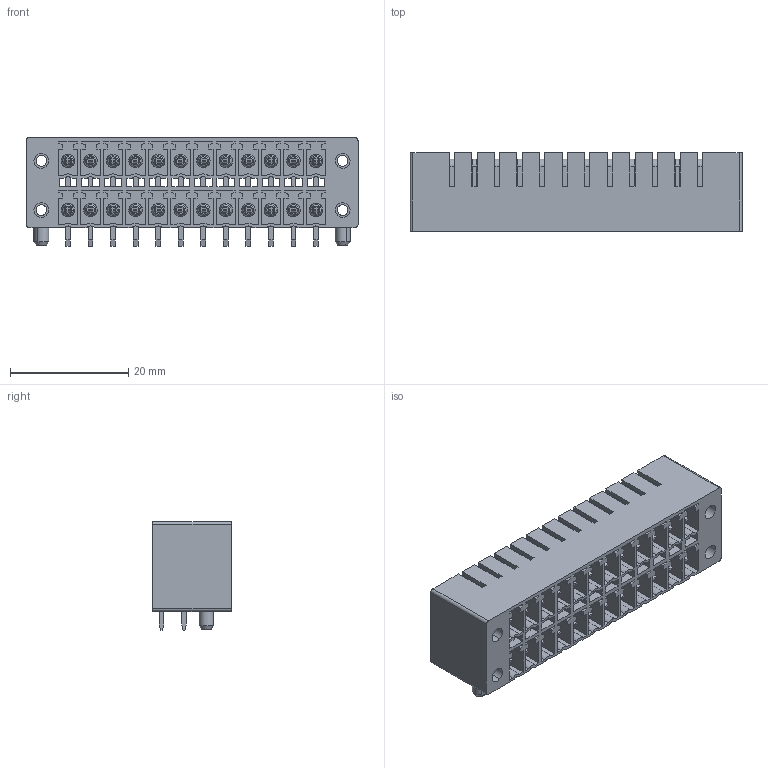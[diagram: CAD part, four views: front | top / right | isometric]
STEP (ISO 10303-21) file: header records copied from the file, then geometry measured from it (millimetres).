
FILE_DESCRIPTION(('CATIA V5 STEP Exchange','CAx-IF Rec.Pracs.--- Model Styling and Organization---1.2---2011-12-15'),'2;1');
FILE_NAME ('D1447541_0', '2018-10-01T04:33:28+00:00', ('none'), ('Weidmueller'), 'CATIA Version 5-6 Release 2014', 'CATIA V5 STEP AP214', 'none');
FILE_SCHEMA(('AUTOMOTIVE_DESIGN { 1 0 10303 214 1 1 1 1 }'));
Length unit declared in the file: millimetre
Products named in the file (1): 1041060000
Bounding box: 56.11 x 13.3 x 18.4 mm (x, y, z)
Volume: 5222.9 mm3; surface area: 11701.8 mm2
Topology: 27 solids, 27 shells, 1670 faces, 4650 edges, 3074 vertices
Faces by surface type: plane 1318, cylinder 204, torus 96, cone 52
Entity records: 47083 total; most frequent: ORIENTED_EDGE 9300, CARTESIAN_POINT 8497, DIRECTION 5774, EDGE_CURVE 4650, VECTOR 3950, LINE 3950, VERTEX_POINT 3074, EDGE_LOOP 1790
